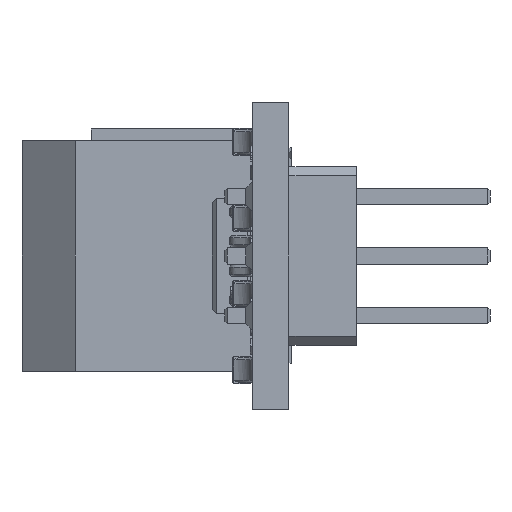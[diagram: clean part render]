
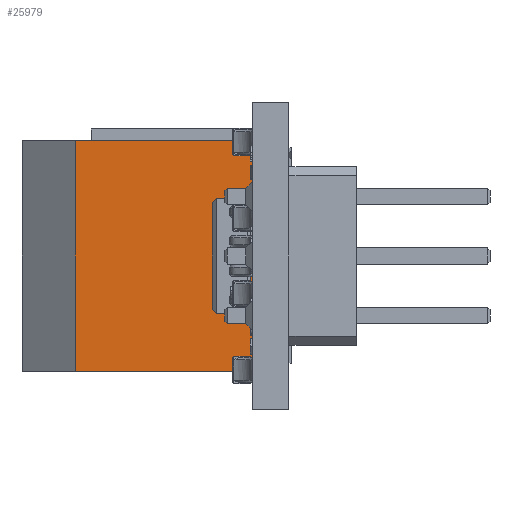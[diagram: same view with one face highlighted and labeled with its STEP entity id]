
A CAD part, left-side view. The second image highlights one B-rep face of the part: STEP entity #25979.
In plain terms, the highlighted planar face has unit normal (-1, 0, 0).
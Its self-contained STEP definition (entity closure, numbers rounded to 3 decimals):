
#846 = EDGE_CURVE ( 'NONE', #36114, #3876, #22266, .T. ) ;
#2542 = DIRECTION ( 'NONE',  ( 0., 0., -1. ) ) ;
#3876 = VERTEX_POINT ( 'NONE', #35317 ) ;
#7200 = VECTOR ( 'NONE', #14012, 1000. ) ;
#8879 = CARTESIAN_POINT ( 'NONE',  ( 7.067, 1.58, -5. ) ) ;
#12358 = CARTESIAN_POINT ( 'NONE',  ( 7.067, 11.58, 5. ) ) ;
#13429 = PLANE ( 'NONE',  #30053 ) ;
#13522 = EDGE_CURVE ( 'NONE', #3876, #19761, #27281, .T. ) ;
#14012 = DIRECTION ( 'NONE',  ( 0., 0., 1. ) ) ;
#14768 = VECTOR ( 'NONE', #32731, 1000. ) ;
#14947 = DIRECTION ( 'NONE',  ( 0., -1., 0. ) ) ;
#15223 = VECTOR ( 'NONE', #14947, 1000. ) ;
#16281 = CARTESIAN_POINT ( 'NONE',  ( 7.067, 11.58, -5. ) ) ;
#19444 = CARTESIAN_POINT ( 'NONE',  ( 7.067, 9.28, -6.65 ) ) ;
#19761 = VERTEX_POINT ( 'NONE', #27734 ) ;
#21396 = CARTESIAN_POINT ( 'NONE',  ( 7.067, 9.28, -5. ) ) ;
#22187 = DIRECTION ( 'NONE',  ( 1., 0., 0. ) ) ;
#22266 = LINE ( 'NONE', #30243, #14768 ) ;
#23603 = ORIENTED_EDGE ( 'NONE', *, *, #846, .T. ) ;
#24366 = ORIENTED_EDGE ( 'NONE', *, *, #30516, .F. ) ;
#25049 = ORIENTED_EDGE ( 'NONE', *, *, #34148, .F. ) ;
#25273 = FACE_OUTER_BOUND ( 'NONE', #28939, .T. ) ;
#25979 = ADVANCED_FACE ( 'NONE', ( #25273 ), #13429, .F. ) ;
#27281 = LINE ( 'NONE', #8879, #33445 ) ;
#27734 = CARTESIAN_POINT ( 'NONE',  ( 7.067, 1.58, 5. ) ) ;
#28939 = EDGE_LOOP ( 'NONE', ( #24366, #25049, #23603, #31920 ) ) ;
#30053 = AXIS2_PLACEMENT_3D ( 'NONE', #16281, #22187, #2542 ) ;
#30243 = CARTESIAN_POINT ( 'NONE',  ( 7.067, 11.58, -5. ) ) ;
#30516 = EDGE_CURVE ( 'NONE', #33821, #19761, #33772, .T. ) ;
#31709 = DIRECTION ( 'NONE',  ( 0., 0., 1. ) ) ;
#31920 = ORIENTED_EDGE ( 'NONE', *, *, #13522, .T. ) ;
#32382 = LINE ( 'NONE', #19444, #7200 ) ;
#32731 = DIRECTION ( 'NONE',  ( 0., -1., 0. ) ) ;
#33445 = VECTOR ( 'NONE', #31709, 1000. ) ;
#33772 = LINE ( 'NONE', #12358, #15223 ) ;
#33821 = VERTEX_POINT ( 'NONE', #34115 ) ;
#34115 = CARTESIAN_POINT ( 'NONE',  ( 7.067, 9.28, 5. ) ) ;
#34148 = EDGE_CURVE ( 'NONE', #36114, #33821, #32382, .T. ) ;
#35317 = CARTESIAN_POINT ( 'NONE',  ( 7.067, 1.58, -5. ) ) ;
#36114 = VERTEX_POINT ( 'NONE', #21396 ) ;
